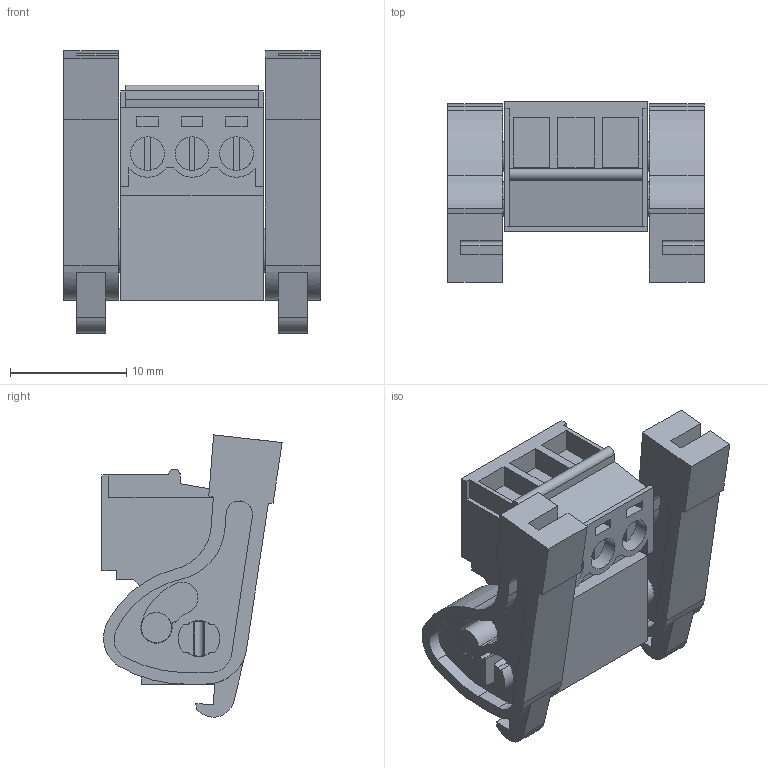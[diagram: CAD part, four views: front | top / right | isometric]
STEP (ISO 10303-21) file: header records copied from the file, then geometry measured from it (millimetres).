
FILE_DESCRIPTION(('CATIA V5 STEP Exchange','CAx-IF Rec.Pracs.--- Model Styling and Organization---1.2---2011-12-15'),'2;1');
FILE_NAME ('D1462275_0', '2018-05-08T10:11:28+00:00', ('none'), ('Weidmueller'), 'CATIA Version 5-6 Release 2014', 'CATIA V5 STEP AP214', 'none');
FILE_SCHEMA(('AUTOMOTIVE_DESIGN { 1 0 10303 214 1 1 1 1 }'));
Length unit declared in the file: millimetre
Products named in the file (1): 2444060000
Bounding box: 22.02 x 15.48 x 24.25 mm (x, y, z)
Volume: 2553.8 mm3; surface area: 3732.3 mm2
Topology: 9 solids, 9 shells, 366 faces, 967 edges, 642 vertices
Faces by surface type: plane 261, cylinder 105
Entity records: 10584 total; most frequent: CARTESIAN_POINT 2072, ORIENTED_EDGE 1934, DIRECTION 1387, EDGE_CURVE 967, VECTOR 703, LINE 703, VERTEX_POINT 642, AXIS2_PLACEMENT_3D 453
